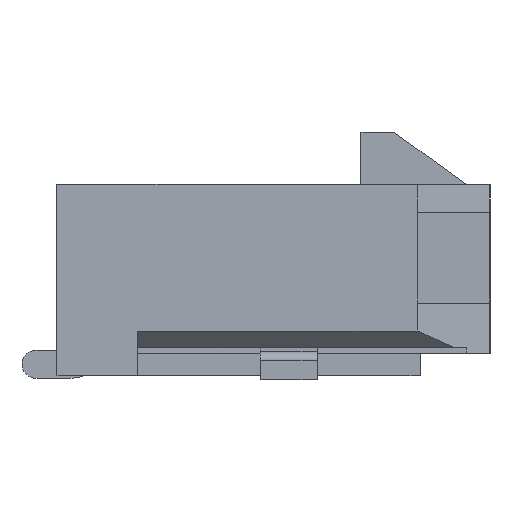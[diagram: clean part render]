
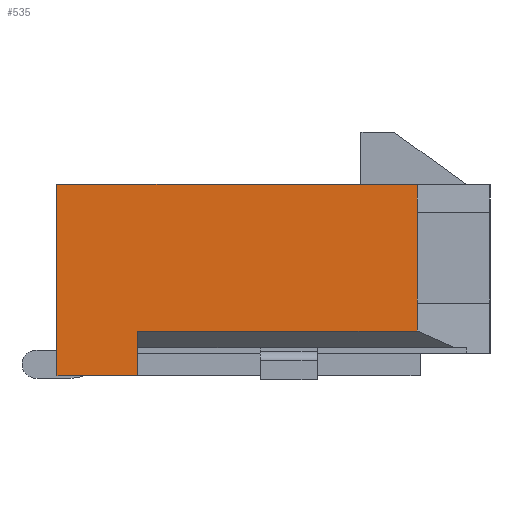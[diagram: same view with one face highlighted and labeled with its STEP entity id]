
A CAD part, left-side view. The second image highlights one B-rep face of the part: STEP entity #535.
In plain terms, the highlighted planar face has unit normal (-1, 0, 0).
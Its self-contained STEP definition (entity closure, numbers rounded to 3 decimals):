
#202=FACE_OUTER_BOUND('',#1219,.T.);
#535=ADVANCED_FACE('',(#202),#882,.T.);
#882=PLANE('',#6446);
#1219=EDGE_LOOP('',(#1704,#1705,#1706,#1707,#1708,#1709,#1710,#1711));
#1704=ORIENTED_EDGE('',*,*,#4074,.F.);
#1705=ORIENTED_EDGE('',*,*,#4075,.T.);
#1706=ORIENTED_EDGE('',*,*,#4076,.F.);
#1707=ORIENTED_EDGE('',*,*,#4077,.F.);
#1708=ORIENTED_EDGE('',*,*,#4078,.F.);
#1709=ORIENTED_EDGE('',*,*,#4079,.F.);
#1710=ORIENTED_EDGE('',*,*,#4080,.T.);
#1711=ORIENTED_EDGE('',*,*,#4081,.T.);
#3488=VERTEX_POINT('',#8827);
#3489=VERTEX_POINT('',#8828);
#3490=VERTEX_POINT('',#8830);
#3491=VERTEX_POINT('',#8832);
#3492=VERTEX_POINT('',#8834);
#3493=VERTEX_POINT('',#8836);
#3494=VERTEX_POINT('',#8838);
#3495=VERTEX_POINT('',#8840);
#4074=EDGE_CURVE('',#3488,#3489,#4972,.T.);
#4075=EDGE_CURVE('',#3488,#3490,#4973,.T.);
#4076=EDGE_CURVE('',#3491,#3490,#4974,.T.);
#4077=EDGE_CURVE('',#3492,#3491,#4975,.T.);
#4078=EDGE_CURVE('',#3493,#3492,#4976,.T.);
#4079=EDGE_CURVE('',#3494,#3493,#4977,.T.);
#4080=EDGE_CURVE('',#3494,#3495,#4978,.T.);
#4081=EDGE_CURVE('',#3495,#3489,#4979,.T.);
#4972=LINE('',#8826,#5762);
#4973=LINE('',#8829,#5763);
#4974=LINE('',#8831,#5764);
#4975=LINE('',#8833,#5765);
#4976=LINE('',#8835,#5766);
#4977=LINE('',#8837,#5767);
#4978=LINE('',#8839,#5768);
#4979=LINE('',#8841,#5769);
#5762=VECTOR('',#7024,1.);
#5763=VECTOR('',#7025,1.);
#5764=VECTOR('',#7026,1.);
#5765=VECTOR('',#7027,1.);
#5766=VECTOR('',#7028,1.);
#5767=VECTOR('',#7029,1.);
#5768=VECTOR('',#7030,1.);
#5769=VECTOR('',#7031,1.);
#6446=AXIS2_PLACEMENT_3D('',#8842,#7032,#7033);
#7024=DIRECTION('',(0.,0.,-1.));
#7025=DIRECTION('',(0.,-1.,0.));
#7026=DIRECTION('',(0.,0.,-1.));
#7027=DIRECTION('',(0.,0.,-1.));
#7028=DIRECTION('',(0.,0.,-1.));
#7029=DIRECTION('',(0.,-1.,0.));
#7030=DIRECTION('',(0.,0.,-1.));
#7031=DIRECTION('',(0.,-1.,0.));
#7032=DIRECTION('',(-1.,0.,0.));
#7033=DIRECTION('',(0.,0.,1.));
#8826=CARTESIAN_POINT('',(-19.825,8.05,-0.51));
#8827=CARTESIAN_POINT('',(-19.825,8.05,0.51));
#8828=CARTESIAN_POINT('',(-19.825,8.05,-0.51));
#8829=CARTESIAN_POINT('',(-19.825,79.695,0.51));
#8830=CARTESIAN_POINT('',(-19.825,1.668,0.51));
#8831=CARTESIAN_POINT('',(-19.825,1.668,38.214));
#8832=CARTESIAN_POINT('',(-19.825,1.668,1.15));
#8833=CARTESIAN_POINT('',(-19.825,1.668,3.22));
#8834=CARTESIAN_POINT('',(-19.825,1.668,3.22));
#8835=CARTESIAN_POINT('',(-19.825,1.668,38.214));
#8836=CARTESIAN_POINT('',(-19.825,1.668,3.86));
#8837=CARTESIAN_POINT('',(-19.825,9.9,3.86));
#8838=CARTESIAN_POINT('',(-19.825,9.9,3.86));
#8839=CARTESIAN_POINT('',(-19.825,9.9,3.86));
#8840=CARTESIAN_POINT('',(-19.825,9.9,-0.51));
#8841=CARTESIAN_POINT('',(-19.825,8.05,-0.51));
#8842=CARTESIAN_POINT('',(-19.825,9.9,3.86));
